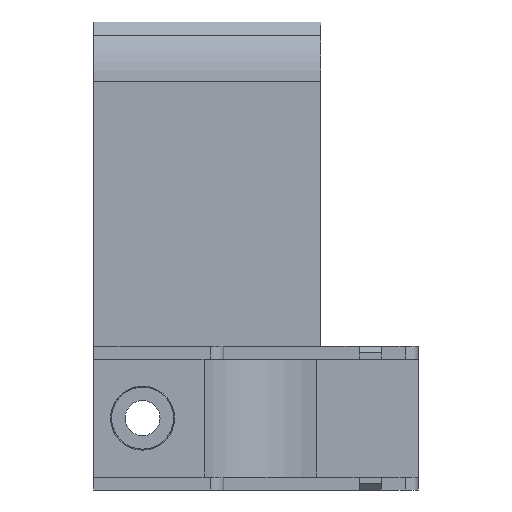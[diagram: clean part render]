
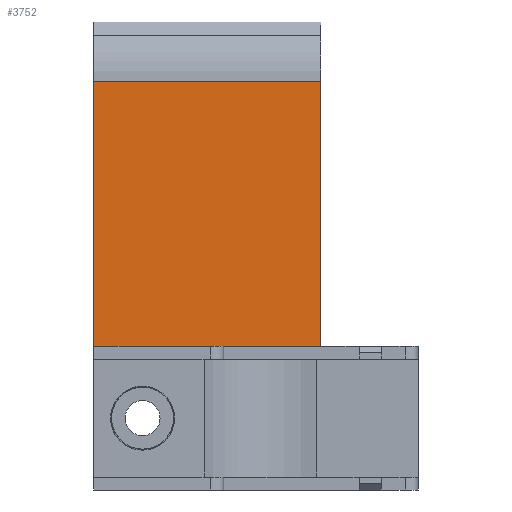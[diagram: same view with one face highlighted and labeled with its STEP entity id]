
A CAD part, front view. The second image highlights one B-rep face of the part: STEP entity #3752.
In plain terms, the highlighted planar face has unit normal (0, -1, 0).
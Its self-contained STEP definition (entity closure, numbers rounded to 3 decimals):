
#1454 = VERTEX_POINT('',#1455);
#1455 = CARTESIAN_POINT('',(-30.84,11.,20.15));
#1497 = PLANE('',#1498);
#1498 = AXIS2_PLACEMENT_3D('',#1499,#1500,#1501);
#1499 = CARTESIAN_POINT('',(-30.84,11.,20.15));
#1500 = DIRECTION('',(1.,0.,0.));
#1501 = DIRECTION('',(0.,0.,1.));
#1823 = VERTEX_POINT('',#1824);
#1824 = CARTESIAN_POINT('',(4.16,11.,20.15));
#1838 = PLANE('',#1839);
#1839 = AXIS2_PLACEMENT_3D('',#1840,#1841,#1842);
#1840 = CARTESIAN_POINT('',(4.16,11.,20.15));
#1841 = DIRECTION('',(1.,0.,0.));
#1842 = DIRECTION('',(0.,0.,1.));
#1866 = PLANE('',#1867);
#1867 = AXIS2_PLACEMENT_3D('',#1868,#1869,#1870);
#1868 = CARTESIAN_POINT('',(-30.84,11.,-2.));
#1869 = DIRECTION('',(0.,1.,0.));
#1870 = DIRECTION('',(0.,0.,1.));
#2574 = PLANE('',#2575);
#2575 = AXIS2_PLACEMENT_3D('',#2576,#2577,#2578);
#2576 = CARTESIAN_POINT('',(-30.84,8.,20.15));
#2577 = DIRECTION('',(0.,0.,1.));
#2578 = DIRECTION('',(1.,0.,0.));
#2589 = EDGE_CURVE('',#1454,#2590,#2592,.T.);
#2590 = VERTEX_POINT('',#2591);
#2591 = CARTESIAN_POINT('',(-30.84,11.,61.008));
#2592 = SURFACE_CURVE('',#2593,(#2597,#2604),.PCURVE_S1.);
#2593 = LINE('',#2594,#2595);
#2594 = CARTESIAN_POINT('',(-30.84,11.,20.15));
#2595 = VECTOR('',#2596,1.);
#2596 = DIRECTION('',(0.,0.,1.));
#2597 = PCURVE('',#1497,#2598);
#2598 = DEFINITIONAL_REPRESENTATION('',(#2599),#2603);
#2599 = LINE('',#2600,#2601);
#2600 = CARTESIAN_POINT('',(0.,0.));
#2601 = VECTOR('',#2602,1.);
#2602 = DIRECTION('',(1.,0.));
#2603 = ( GEOMETRIC_REPRESENTATION_CONTEXT(2) 
PARAMETRIC_REPRESENTATION_CONTEXT() REPRESENTATION_CONTEXT('2D SPACE',''
  ) );
#2604 = PCURVE('',#2605,#2610);
#2605 = PLANE('',#2606);
#2606 = AXIS2_PLACEMENT_3D('',#2607,#2608,#2609);
#2607 = CARTESIAN_POINT('',(-30.84,11.,20.15));
#2608 = DIRECTION('',(0.,1.,0.));
#2609 = DIRECTION('',(0.,0.,1.));
#2610 = DEFINITIONAL_REPRESENTATION('',(#2611),#2615);
#2611 = LINE('',#2612,#2613);
#2612 = CARTESIAN_POINT('',(0.,0.));
#2613 = VECTOR('',#2614,1.);
#2614 = DIRECTION('',(1.,0.));
#2615 = ( GEOMETRIC_REPRESENTATION_CONTEXT(2) 
PARAMETRIC_REPRESENTATION_CONTEXT() REPRESENTATION_CONTEXT('2D SPACE',''
  ) );
#2689 = CYLINDRICAL_SURFACE('',#2690,10.);
#2690 = AXIS2_PLACEMENT_3D('',#2691,#2692,#2693);
#2691 = CARTESIAN_POINT('',(-30.84,21.,61.008));
#2692 = DIRECTION('',(1.,0.,0.));
#2693 = DIRECTION('',(0.,-1.,0.));
#3234 = EDGE_CURVE('',#1823,#3235,#3237,.T.);
#3235 = VERTEX_POINT('',#3236);
#3236 = CARTESIAN_POINT('',(4.16,11.,61.008));
#3237 = SURFACE_CURVE('',#3238,(#3242,#3249),.PCURVE_S1.);
#3238 = LINE('',#3239,#3240);
#3239 = CARTESIAN_POINT('',(4.16,11.,20.15));
#3240 = VECTOR('',#3241,1.);
#3241 = DIRECTION('',(0.,0.,1.));
#3242 = PCURVE('',#1838,#3243);
#3243 = DEFINITIONAL_REPRESENTATION('',(#3244),#3248);
#3244 = LINE('',#3245,#3246);
#3245 = CARTESIAN_POINT('',(0.,0.));
#3246 = VECTOR('',#3247,1.);
#3247 = DIRECTION('',(1.,0.));
#3248 = ( GEOMETRIC_REPRESENTATION_CONTEXT(2) 
PARAMETRIC_REPRESENTATION_CONTEXT() REPRESENTATION_CONTEXT('2D SPACE',''
  ) );
#3249 = PCURVE('',#2605,#3250);
#3250 = DEFINITIONAL_REPRESENTATION('',(#3251),#3255);
#3251 = LINE('',#3252,#3253);
#3252 = CARTESIAN_POINT('',(0.,35.));
#3253 = VECTOR('',#3254,1.);
#3254 = DIRECTION('',(1.,0.));
#3255 = ( GEOMETRIC_REPRESENTATION_CONTEXT(2) 
PARAMETRIC_REPRESENTATION_CONTEXT() REPRESENTATION_CONTEXT('2D SPACE',''
  ) );
#3427 = VERTEX_POINT('',#3428);
#3428 = CARTESIAN_POINT('',(-10.84,11.,20.15));
#3454 = EDGE_CURVE('',#3427,#1823,#3455,.T.);
#3455 = SURFACE_CURVE('',#3456,(#3460,#3467),.PCURVE_S1.);
#3456 = LINE('',#3457,#3458);
#3457 = CARTESIAN_POINT('',(-30.84,11.,20.15));
#3458 = VECTOR('',#3459,1.);
#3459 = DIRECTION('',(1.,0.,0.));
#3460 = PCURVE('',#1866,#3461);
#3461 = DEFINITIONAL_REPRESENTATION('',(#3462),#3466);
#3462 = LINE('',#3463,#3464);
#3463 = CARTESIAN_POINT('',(22.15,0.));
#3464 = VECTOR('',#3465,1.);
#3465 = DIRECTION('',(0.,1.));
#3466 = ( GEOMETRIC_REPRESENTATION_CONTEXT(2) 
PARAMETRIC_REPRESENTATION_CONTEXT() REPRESENTATION_CONTEXT('2D SPACE',''
  ) );
#3467 = PCURVE('',#2605,#3468);
#3468 = DEFINITIONAL_REPRESENTATION('',(#3469),#3473);
#3469 = LINE('',#3470,#3471);
#3470 = CARTESIAN_POINT('',(0.,0.));
#3471 = VECTOR('',#3472,1.);
#3472 = DIRECTION('',(0.,1.));
#3473 = ( GEOMETRIC_REPRESENTATION_CONTEXT(2) 
PARAMETRIC_REPRESENTATION_CONTEXT() REPRESENTATION_CONTEXT('2D SPACE',''
  ) );
#3708 = EDGE_CURVE('',#1454,#3427,#3709,.T.);
#3709 = SURFACE_CURVE('',#3710,(#3714,#3721),.PCURVE_S1.);
#3710 = LINE('',#3711,#3712);
#3711 = CARTESIAN_POINT('',(-30.84,11.,20.15));
#3712 = VECTOR('',#3713,1.);
#3713 = DIRECTION('',(1.,0.,0.));
#3714 = PCURVE('',#2574,#3715);
#3715 = DEFINITIONAL_REPRESENTATION('',(#3716),#3720);
#3716 = LINE('',#3717,#3718);
#3717 = CARTESIAN_POINT('',(0.,3.));
#3718 = VECTOR('',#3719,1.);
#3719 = DIRECTION('',(1.,0.));
#3720 = ( GEOMETRIC_REPRESENTATION_CONTEXT(2) 
PARAMETRIC_REPRESENTATION_CONTEXT() REPRESENTATION_CONTEXT('2D SPACE',''
  ) );
#3721 = PCURVE('',#2605,#3722);
#3722 = DEFINITIONAL_REPRESENTATION('',(#3723),#3727);
#3723 = LINE('',#3724,#3725);
#3724 = CARTESIAN_POINT('',(0.,0.));
#3725 = VECTOR('',#3726,1.);
#3726 = DIRECTION('',(0.,1.));
#3727 = ( GEOMETRIC_REPRESENTATION_CONTEXT(2) 
PARAMETRIC_REPRESENTATION_CONTEXT() REPRESENTATION_CONTEXT('2D SPACE',''
  ) );
#3752 = ADVANCED_FACE('',(#3753),#2605,.F.);
#3753 = FACE_BOUND('',#3754,.F.);
#3754 = EDGE_LOOP('',(#3755,#3756,#3757,#3758,#3759));
#3755 = ORIENTED_EDGE('',*,*,#3234,.F.);
#3756 = ORIENTED_EDGE('',*,*,#3454,.F.);
#3757 = ORIENTED_EDGE('',*,*,#3708,.F.);
#3758 = ORIENTED_EDGE('',*,*,#2589,.T.);
#3759 = ORIENTED_EDGE('',*,*,#3760,.T.);
#3760 = EDGE_CURVE('',#2590,#3235,#3761,.T.);
#3761 = SURFACE_CURVE('',#3762,(#3766,#3773),.PCURVE_S1.);
#3762 = LINE('',#3763,#3764);
#3763 = CARTESIAN_POINT('',(-30.84,11.,61.008));
#3764 = VECTOR('',#3765,1.);
#3765 = DIRECTION('',(1.,0.,0.));
#3766 = PCURVE('',#2605,#3767);
#3767 = DEFINITIONAL_REPRESENTATION('',(#3768),#3772);
#3768 = LINE('',#3769,#3770);
#3769 = CARTESIAN_POINT('',(40.858,0.));
#3770 = VECTOR('',#3771,1.);
#3771 = DIRECTION('',(0.,1.));
#3772 = ( GEOMETRIC_REPRESENTATION_CONTEXT(2) 
PARAMETRIC_REPRESENTATION_CONTEXT() REPRESENTATION_CONTEXT('2D SPACE',''
  ) );
#3773 = PCURVE('',#2689,#3774);
#3774 = DEFINITIONAL_REPRESENTATION('',(#3775),#3779);
#3775 = LINE('',#3776,#3777);
#3776 = CARTESIAN_POINT('',(-0.,0.));
#3777 = VECTOR('',#3778,1.);
#3778 = DIRECTION('',(-0.,1.));
#3779 = ( GEOMETRIC_REPRESENTATION_CONTEXT(2) 
PARAMETRIC_REPRESENTATION_CONTEXT() REPRESENTATION_CONTEXT('2D SPACE',''
  ) );
